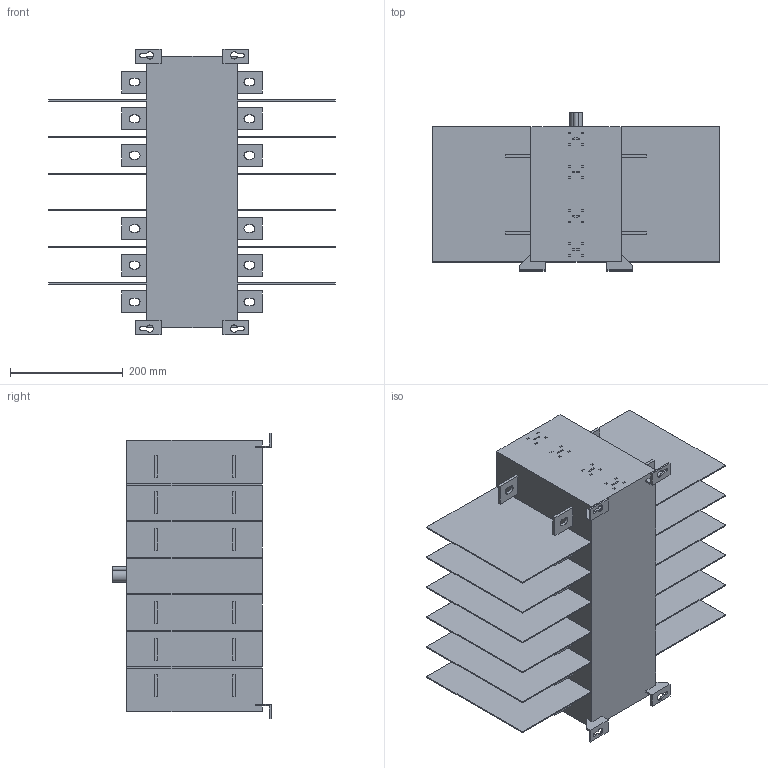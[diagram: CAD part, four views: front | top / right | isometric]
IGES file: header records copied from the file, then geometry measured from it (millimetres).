
Global section: file name: OT600U33C.igs; preprocessor: I-DEAS 3D IGES Translator 11; date: 20110427.092640; units: millimetre
Bounding box: 509 x 281 x 506 mm (x, y, z)
Volume: 19685680.5 mm3; surface area: 1586977.2 mm2
Topology: 1 solids, 1 shells, 648 faces, 1767 edges, 1296 vertices
Faces by surface type: bspline 648
